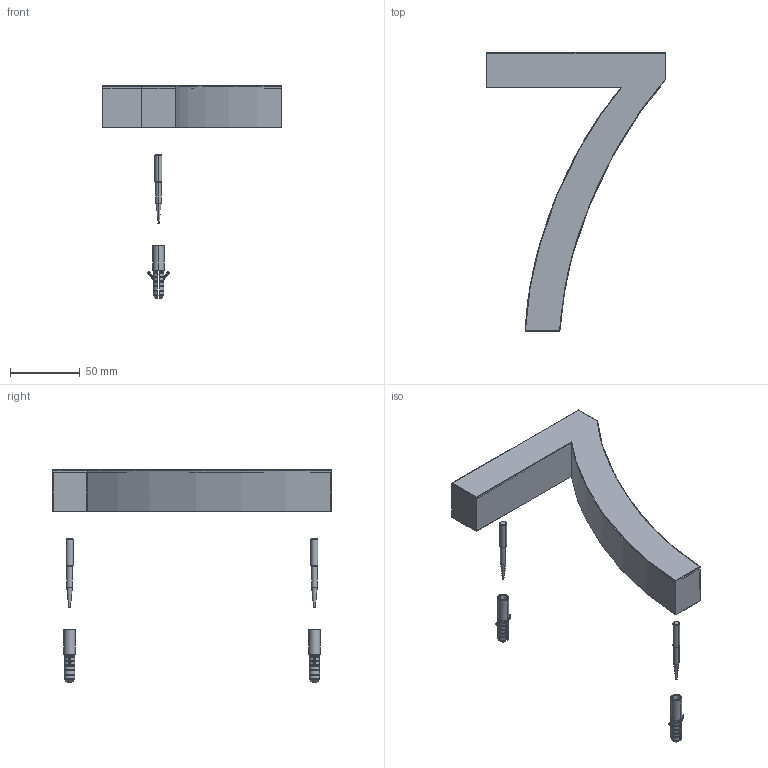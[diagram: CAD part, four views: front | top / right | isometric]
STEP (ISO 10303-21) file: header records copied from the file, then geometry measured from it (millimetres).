
FILE_DESCRIPTION (( 'STEP AP203' ), '1' );
FILE_NAME ('042-HN-7.step', '2017-10-05T08:59:48', ( '' ), ( '' ), 'SwSTEP 2.0', 'SolidWorks 2015', '' );
FILE_SCHEMA (( 'CONFIG_CONTROL_DESIGN' ));
Length unit declared in the file: millimetre
Products named in the file (4): 042-HN-X Teil2_042-HN-X Teil2; 042-HN-X Teil1_042-HN-7 Teil1; 042-HN-X Teil3_042-HN-X Teil3; 042-HN-7
Assembly tree (5 placements, depth 2):
  042-HN-7
    042-HN-X Teil1_042-HN-7 Teil1
    042-HN-X Teil2_042-HN-X Teil2  x2
    042-HN-X Teil3_042-HN-X Teil3  x2
Bounding box: 128.96 x 200 x 152.73 mm (x, y, z)
Volume: 30029.8 mm3; surface area: 60247 mm2
Topology: 5 solids, 5 shells, 1117 faces, 2860 edges, 1753 vertices
Faces by surface type: cylinder 301, bspline 257, plane 255, torus 168, sphere 112, cone 24
Entity records: 26996 total; most frequent: CARTESIAN_POINT 11423, ORIENTED_EDGE 3452, DIRECTION 2779, EDGE_CURVE 1726, VERTEX_POINT 1077, AXIS2_PLACEMENT_3D 1058, EDGE_LOOP 713, FACE_OUTER_BOUND 679
